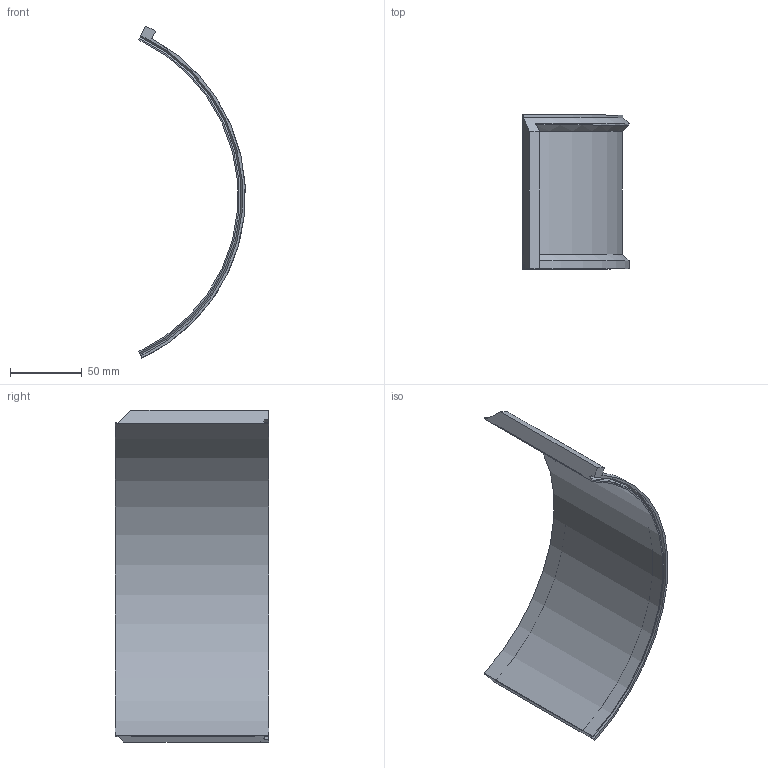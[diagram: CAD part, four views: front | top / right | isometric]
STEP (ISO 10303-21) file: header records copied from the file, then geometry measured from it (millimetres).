
FILE_DESCRIPTION (( 'STEP AP214' ), '1' );
FILE_NAME ('藷.STEP', '2024-12-23T07:29:37', ( '' ), ( '' ), 'SwSTEP 2.0', 'SolidWorks 2022', '' );
FILE_SCHEMA (( 'AUTOMOTIVE_DESIGN' ));
Length unit declared in the file: millimetre
Products named in the file (1): 门
Bounding box: 73.91 x 107 x 231.08 mm (x, y, z)
Volume: 41988.3 mm3; surface area: 68914.3 mm2
Topology: 1 solids, 1 shells, 23 faces, 69 edges, 46 vertices
Faces by surface type: cylinder 10, plane 8, cone 5
Entity records: 828 total; most frequent: DIRECTION 140, CARTESIAN_POINT 139, ORIENTED_EDGE 138, EDGE_CURVE 69, AXIS2_PLACEMENT_3D 47, LINE 46, VERTEX_POINT 46, VECTOR 46
